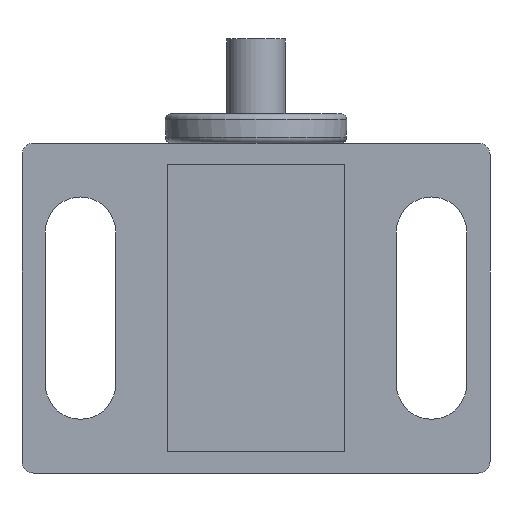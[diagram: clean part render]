
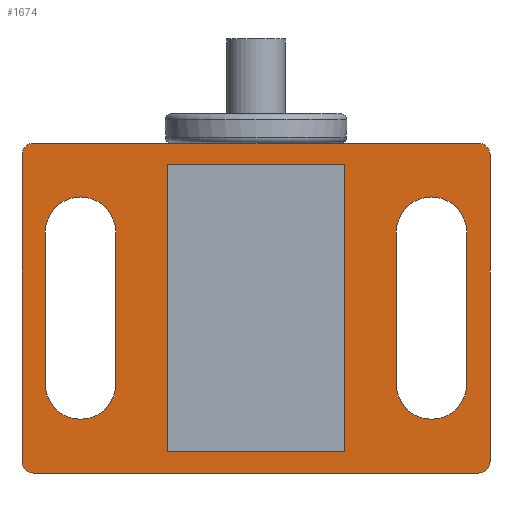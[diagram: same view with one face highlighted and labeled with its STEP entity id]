
A CAD part, front view. The second image highlights one B-rep face of the part: STEP entity #1674.
In plain terms, the highlighted planar face has unit normal (0, -1, 0).
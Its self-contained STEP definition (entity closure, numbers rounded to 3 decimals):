
#51=FACE_BOUND('',#229,.T.);
#52=FACE_BOUND('',#230,.T.);
#53=FACE_BOUND('',#231,.T.);
#60=PLANE('',#1864);
#132=FACE_OUTER_BOUND('',#228,.T.);
#228=EDGE_LOOP('',(#1204,#1205,#1206,#1207,#1208,#1209,#1210,#1211));
#229=EDGE_LOOP('',(#1212,#1213,#1214,#1215));
#230=EDGE_LOOP('',(#1216,#1217,#1218,#1219));
#231=EDGE_LOOP('',(#1220,#1221,#1222,#1223));
#348=LINE('',#2575,#540);
#350=LINE('',#2581,#542);
#351=LINE('',#2585,#543);
#352=LINE('',#2589,#544);
#353=LINE('',#2592,#545);
#354=LINE('',#2594,#546);
#355=LINE('',#2597,#547);
#356=LINE('',#2599,#548);
#357=LINE('',#2603,#549);
#358=LINE('',#2605,#550);
#359=LINE('',#2607,#551);
#360=LINE('',#2608,#552);
#540=VECTOR('',#2067,1000.);
#542=VECTOR('',#2073,1000.);
#543=VECTOR('',#2076,1000.);
#544=VECTOR('',#2079,1000.);
#545=VECTOR('',#2082,1000.);
#546=VECTOR('',#2083,1000.);
#547=VECTOR('',#2086,1000.);
#548=VECTOR('',#2087,1000.);
#549=VECTOR('',#2090,1000.);
#550=VECTOR('',#2091,1000.);
#551=VECTOR('',#2092,1000.);
#552=VECTOR('',#2093,1000.);
#705=CIRCLE('',#1845,3.);
#707=CIRCLE('',#1848,3.);
#717=CIRCLE('',#1865,1.);
#718=CIRCLE('',#1866,1.);
#719=CIRCLE('',#1867,1.);
#720=CIRCLE('',#1868,1.);
#721=CIRCLE('',#1869,3.);
#722=CIRCLE('',#1870,3.);
#755=VERTEX_POINT('',#2492);
#756=VERTEX_POINT('',#2494);
#759=VERTEX_POINT('',#2501);
#760=VERTEX_POINT('',#2503);
#789=VERTEX_POINT('',#2572);
#790=VERTEX_POINT('',#2574);
#791=VERTEX_POINT('',#2578);
#792=VERTEX_POINT('',#2580);
#793=VERTEX_POINT('',#2582);
#794=VERTEX_POINT('',#2584);
#795=VERTEX_POINT('',#2586);
#796=VERTEX_POINT('',#2588);
#797=VERTEX_POINT('',#2591);
#798=VERTEX_POINT('',#2593);
#799=VERTEX_POINT('',#2596);
#800=VERTEX_POINT('',#2598);
#801=VERTEX_POINT('',#2601);
#802=VERTEX_POINT('',#2602);
#803=VERTEX_POINT('',#2604);
#804=VERTEX_POINT('',#2606);
#913=EDGE_CURVE('',#755,#756,#705,.T.);
#917=EDGE_CURVE('',#759,#760,#707,.T.);
#952=EDGE_CURVE('',#790,#789,#348,.T.);
#954=EDGE_CURVE('',#789,#791,#717,.T.);
#955=EDGE_CURVE('',#791,#792,#350,.T.);
#956=EDGE_CURVE('',#792,#793,#718,.T.);
#957=EDGE_CURVE('',#794,#793,#351,.T.);
#958=EDGE_CURVE('',#794,#795,#719,.T.);
#959=EDGE_CURVE('',#796,#795,#352,.T.);
#960=EDGE_CURVE('',#796,#790,#720,.T.);
#961=EDGE_CURVE('',#756,#797,#353,.T.);
#962=EDGE_CURVE('',#798,#755,#354,.T.);
#963=EDGE_CURVE('',#797,#798,#721,.T.);
#964=EDGE_CURVE('',#760,#799,#355,.T.);
#965=EDGE_CURVE('',#800,#759,#356,.T.);
#966=EDGE_CURVE('',#799,#800,#722,.T.);
#967=EDGE_CURVE('',#801,#802,#357,.T.);
#968=EDGE_CURVE('',#803,#801,#358,.T.);
#969=EDGE_CURVE('',#804,#803,#359,.T.);
#970=EDGE_CURVE('',#802,#804,#360,.T.);
#1204=ORIENTED_EDGE('',*,*,#952,.T.);
#1205=ORIENTED_EDGE('',*,*,#954,.T.);
#1206=ORIENTED_EDGE('',*,*,#955,.T.);
#1207=ORIENTED_EDGE('',*,*,#956,.T.);
#1208=ORIENTED_EDGE('',*,*,#957,.F.);
#1209=ORIENTED_EDGE('',*,*,#958,.T.);
#1210=ORIENTED_EDGE('',*,*,#959,.F.);
#1211=ORIENTED_EDGE('',*,*,#960,.T.);
#1212=ORIENTED_EDGE('',*,*,#961,.F.);
#1213=ORIENTED_EDGE('',*,*,#913,.F.);
#1214=ORIENTED_EDGE('',*,*,#962,.F.);
#1215=ORIENTED_EDGE('',*,*,#963,.F.);
#1216=ORIENTED_EDGE('',*,*,#964,.F.);
#1217=ORIENTED_EDGE('',*,*,#917,.F.);
#1218=ORIENTED_EDGE('',*,*,#965,.F.);
#1219=ORIENTED_EDGE('',*,*,#966,.F.);
#1220=ORIENTED_EDGE('',*,*,#967,.F.);
#1221=ORIENTED_EDGE('',*,*,#968,.F.);
#1222=ORIENTED_EDGE('',*,*,#969,.F.);
#1223=ORIENTED_EDGE('',*,*,#970,.F.);
#1674=ADVANCED_FACE('',(#132,#51,#52,#53),#60,.F.);
#1845=AXIS2_PLACEMENT_3D('',#2495,#2002,#2003);
#1848=AXIS2_PLACEMENT_3D('',#2504,#2010,#2011);
#1864=AXIS2_PLACEMENT_3D('',#2577,#2069,#2070);
#1865=AXIS2_PLACEMENT_3D('',#2579,#2071,#2072);
#1866=AXIS2_PLACEMENT_3D('',#2583,#2074,#2075);
#1867=AXIS2_PLACEMENT_3D('',#2587,#2077,#2078);
#1868=AXIS2_PLACEMENT_3D('',#2590,#2080,#2081);
#1869=AXIS2_PLACEMENT_3D('',#2595,#2084,#2085);
#1870=AXIS2_PLACEMENT_3D('',#2600,#2088,#2089);
#2002=DIRECTION('center_axis',(0.,-1.,0.));
#2003=DIRECTION('ref_axis',(0.,0.,-1.));
#2010=DIRECTION('center_axis',(0.,-1.,0.));
#2011=DIRECTION('ref_axis',(0.,0.,1.));
#2067=DIRECTION('',(0.,0.,-1.));
#2069=DIRECTION('center_axis',(0.,1.,0.));
#2070=DIRECTION('ref_axis',(0.,0.,1.));
#2071=DIRECTION('center_axis',(0.,-1.,0.));
#2072=DIRECTION('ref_axis',(0.,0.,1.));
#2073=DIRECTION('',(1.,0.,0.));
#2074=DIRECTION('center_axis',(0.,-1.,0.));
#2075=DIRECTION('ref_axis',(0.,0.,1.));
#2076=DIRECTION('',(0.,0.,-1.));
#2077=DIRECTION('center_axis',(0.,-1.,0.));
#2078=DIRECTION('ref_axis',(0.,0.,1.));
#2079=DIRECTION('',(1.,0.,0.));
#2080=DIRECTION('center_axis',(0.,-1.,0.));
#2081=DIRECTION('ref_axis',(0.,0.,1.));
#2082=DIRECTION('',(0.,0.,1.));
#2083=DIRECTION('',(0.,0.,-1.));
#2084=DIRECTION('center_axis',(0.,-1.,0.));
#2085=DIRECTION('ref_axis',(0.,0.,-1.));
#2086=DIRECTION('',(0.,0.,1.));
#2087=DIRECTION('',(0.,0.,-1.));
#2088=DIRECTION('center_axis',(0.,-1.,0.));
#2089=DIRECTION('ref_axis',(0.,0.,1.));
#2090=DIRECTION('',(-1.,0.,0.));
#2091=DIRECTION('',(0.,0.,1.));
#2092=DIRECTION('',(1.,0.,0.));
#2093=DIRECTION('',(0.,0.,-1.));
#2492=CARTESIAN_POINT('',(-18.,0.,-6.5));
#2494=CARTESIAN_POINT('',(-12.,0.,-6.5));
#2495=CARTESIAN_POINT('Origin',(-15.,0.,-6.5));
#2501=CARTESIAN_POINT('',(12.,0.,-6.5));
#2503=CARTESIAN_POINT('',(18.,0.,-6.5));
#2504=CARTESIAN_POINT('Origin',(15.,0.,-6.5));
#2572=CARTESIAN_POINT('',(-20.,0.,-13.1));
#2574=CARTESIAN_POINT('',(-20.,0.,13.1));
#2575=CARTESIAN_POINT('',(-20.,0.,14.1));
#2577=CARTESIAN_POINT('Origin',(20.,0.,14.1));
#2578=CARTESIAN_POINT('',(-19.,0.,-14.1));
#2579=CARTESIAN_POINT('Origin',(-19.,0.,-13.1));
#2580=CARTESIAN_POINT('',(19.,0.,-14.1));
#2581=CARTESIAN_POINT('',(20.,0.,-14.1));
#2582=CARTESIAN_POINT('',(20.,0.,-13.1));
#2583=CARTESIAN_POINT('Origin',(19.,0.,-13.1));
#2584=CARTESIAN_POINT('',(20.,0.,13.1));
#2585=CARTESIAN_POINT('',(20.,0.,14.1));
#2586=CARTESIAN_POINT('',(19.,0.,14.1));
#2587=CARTESIAN_POINT('Origin',(19.,0.,13.1));
#2588=CARTESIAN_POINT('',(-19.,0.,14.1));
#2589=CARTESIAN_POINT('',(20.,0.,14.1));
#2590=CARTESIAN_POINT('Origin',(-19.,0.,13.1));
#2591=CARTESIAN_POINT('',(-12.,0.,6.5));
#2592=CARTESIAN_POINT('',(-12.,0.,-6.5));
#2593=CARTESIAN_POINT('',(-18.,0.,6.5));
#2594=CARTESIAN_POINT('',(-18.,0.,-6.5));
#2595=CARTESIAN_POINT('Origin',(-15.,0.,6.5));
#2596=CARTESIAN_POINT('',(18.,0.,6.5));
#2597=CARTESIAN_POINT('',(18.,0.,-6.5));
#2598=CARTESIAN_POINT('',(12.,0.,6.5));
#2599=CARTESIAN_POINT('',(12.,0.,-6.5));
#2600=CARTESIAN_POINT('Origin',(15.,0.,6.5));
#2601=CARTESIAN_POINT('',(7.6,0.,12.3));
#2602=CARTESIAN_POINT('',(-7.6,0.,12.3));
#2603=CARTESIAN_POINT('',(-7.6,0.,12.3));
#2604=CARTESIAN_POINT('',(7.6,0.,-12.3));
#2605=CARTESIAN_POINT('',(7.6,0.,-12.3));
#2606=CARTESIAN_POINT('',(-7.6,0.,-12.3));
#2607=CARTESIAN_POINT('',(-7.6,0.,-12.3));
#2608=CARTESIAN_POINT('',(-7.6,0.,-12.3));
